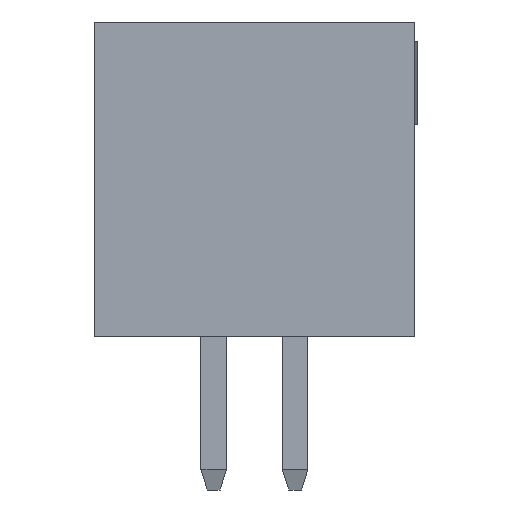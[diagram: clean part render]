
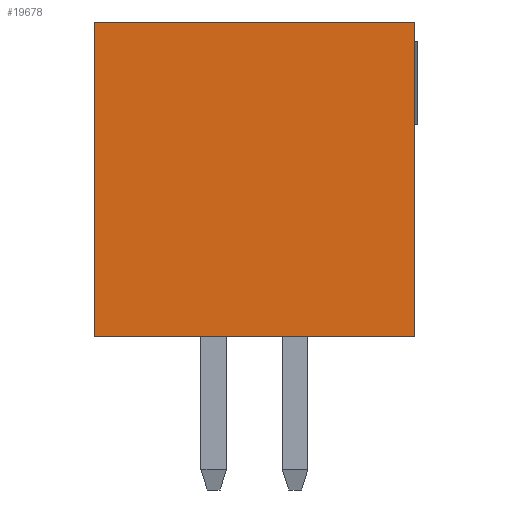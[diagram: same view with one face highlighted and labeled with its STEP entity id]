
A CAD part, left-side view. The second image highlights one B-rep face of the part: STEP entity #19678.
In plain terms, the highlighted planar face has unit normal (-1, 0, 0).
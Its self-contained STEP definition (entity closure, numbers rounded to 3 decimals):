
#3021=ORIENTED_EDGE('',*,*,#5731,.F.);
#3022=ORIENTED_EDGE('',*,*,#5694,.F.);
#3023=ORIENTED_EDGE('',*,*,#4522,.T.);
#3024=ORIENTED_EDGE('',*,*,#6090,.T.);
#4522=EDGE_CURVE('',#6647,#6646,#8018,.T.);
#5694=EDGE_CURVE('',#6647,#7468,#9190,.T.);
#5731=EDGE_CURVE('',#7468,#7475,#9227,.T.);
#6090=EDGE_CURVE('',#6646,#7475,#9586,.T.);
#6646=VERTEX_POINT('',#24387);
#6647=VERTEX_POINT('',#24389);
#7468=VERTEX_POINT('',#26702);
#7475=VERTEX_POINT('',#26747);
#8018=LINE('',#24388,#10142);
#9190=LINE('',#26701,#11314);
#9227=LINE('',#26746,#11351);
#9586=LINE('',#27462,#11710);
#10142=VECTOR('',#20739,1000.);
#11314=VECTOR('',#22551,1000.);
#11351=VECTOR('',#22590,1000.);
#11710=VECTOR('',#23139,1000.);
#12736=EDGE_LOOP('',(#3021,#3022,#3023,#3024));
#13494=FACE_BOUND('',#12736,.T.);
#14191=PLANE('',#20386);
#19678=ADVANCED_FACE('',(#13494),#14191,.T.);
#20386=AXIS2_PLACEMENT_3D('',#27463,#23140,#23141);
#20739=DIRECTION('',(0.,0.,1.));
#22551=DIRECTION('',(0.,1.,0.));
#22590=DIRECTION('',(0.,0.,1.));
#23139=DIRECTION('',(0.,1.,0.));
#23140=DIRECTION('',(-1.,0.,0.));
#23141=DIRECTION('',(0.,0.,1.));
#24387=CARTESIAN_POINT('',(-22.225,-2.5,2.45));
#24388=CARTESIAN_POINT('',(-22.225,-2.5,-2.45));
#24389=CARTESIAN_POINT('',(-22.225,-2.5,-2.45));
#26701=CARTESIAN_POINT('',(-22.225,-2.5,-2.45));
#26702=CARTESIAN_POINT('',(-22.225,2.5,-2.45));
#26746=CARTESIAN_POINT('',(-22.225,2.5,-2.45));
#26747=CARTESIAN_POINT('',(-22.225,2.5,2.45));
#27462=CARTESIAN_POINT('',(-22.225,-2.5,2.45));
#27463=CARTESIAN_POINT('',(-22.225,-2.5,-2.45));
